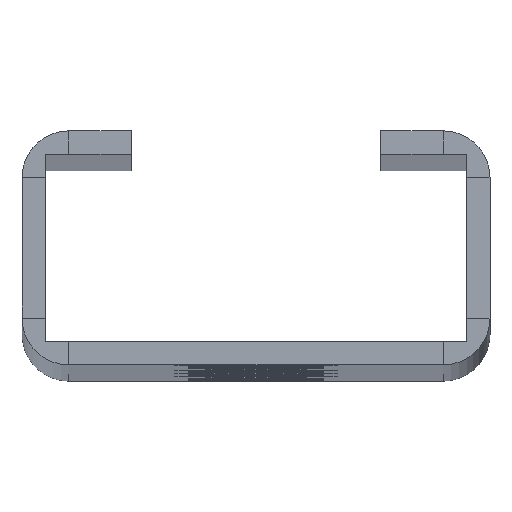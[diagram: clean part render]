
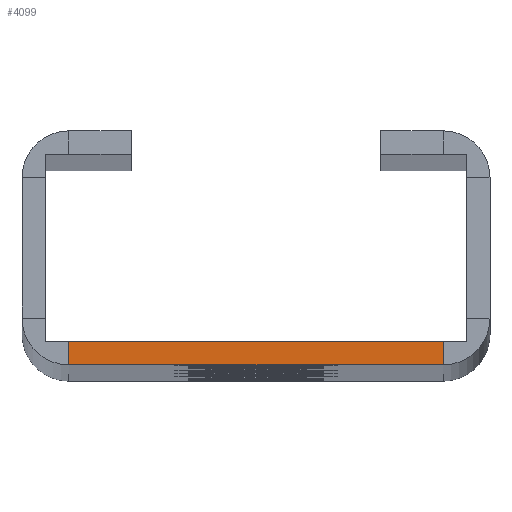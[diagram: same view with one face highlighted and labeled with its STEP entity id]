
A CAD part, top view. The second image highlights one B-rep face of the part: STEP entity #4099.
In plain terms, the highlighted planar face has unit normal (0, 0, 1).
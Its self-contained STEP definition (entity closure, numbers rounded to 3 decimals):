
#76 = FACE_OUTER_BOUND ( 'NONE', #1613, .T. ) ;
#91 = ORIENTED_EDGE ( 'NONE', *, *, #2746, .T. ) ;
#96 = CARTESIAN_POINT ( 'NONE',  ( -15., 0., 600. ) ) ;
#463 = DIRECTION ( 'NONE',  ( 1., 0., 0. ) ) ;
#478 = AXIS2_PLACEMENT_3D ( 'NONE', #1505, #4380, #705 ) ;
#563 = VECTOR ( 'NONE', #3207, 1000. ) ;
#594 = VERTEX_POINT ( 'NONE', #3120 ) ;
#705 = DIRECTION ( 'NONE',  ( 1., 0., 0. ) ) ;
#973 = CARTESIAN_POINT ( 'NONE',  ( 12., 0., 600. ) ) ;
#1070 = PLANE ( 'NONE',  #478 ) ;
#1165 = CARTESIAN_POINT ( 'NONE',  ( 12., 0., 600. ) ) ;
#1167 = VERTEX_POINT ( 'NONE', #1566 ) ;
#1298 = CARTESIAN_POINT ( 'NONE',  ( 12., 1.5, 600. ) ) ;
#1398 = EDGE_CURVE ( 'NONE', #594, #1167, #1776, .T. ) ;
#1505 = CARTESIAN_POINT ( 'NONE',  ( 13.5, 3., 600. ) ) ;
#1558 = VECTOR ( 'NONE', #2800, 1000. ) ;
#1566 = CARTESIAN_POINT ( 'NONE',  ( -12., 0., 600. ) ) ;
#1613 = EDGE_LOOP ( 'NONE', ( #2829, #91, #3605, #2265 ) ) ;
#1719 = VECTOR ( 'NONE', #463, 1000. ) ;
#1729 = CARTESIAN_POINT ( 'NONE',  ( -12., 1.5, 600. ) ) ;
#1758 = VERTEX_POINT ( 'NONE', #1298 ) ;
#1776 = LINE ( 'NONE', #1729, #1558 ) ;
#1902 = LINE ( 'NONE', #96, #1719 ) ;
#2116 = LINE ( 'NONE', #4207, #563 ) ;
#2265 = ORIENTED_EDGE ( 'NONE', *, *, #1398, .T. ) ;
#2267 = EDGE_CURVE ( 'NONE', #594, #1758, #2116, .T. ) ;
#2423 = DIRECTION ( 'NONE',  ( 0., 1., 0. ) ) ;
#2597 = EDGE_CURVE ( 'NONE', #1167, #4023, #1902, .T. ) ;
#2746 = EDGE_CURVE ( 'NONE', #4023, #1758, #4227, .T. ) ;
#2800 = DIRECTION ( 'NONE',  ( 0., -1., 0. ) ) ;
#2829 = ORIENTED_EDGE ( 'NONE', *, *, #2597, .T. ) ;
#3120 = CARTESIAN_POINT ( 'NONE',  ( -12., 1.5, 600. ) ) ;
#3207 = DIRECTION ( 'NONE',  ( 1., 0., 0. ) ) ;
#3605 = ORIENTED_EDGE ( 'NONE', *, *, #2267, .F. ) ;
#3906 = VECTOR ( 'NONE', #2423, 1000. ) ;
#4023 = VERTEX_POINT ( 'NONE', #1165 ) ;
#4099 = ADVANCED_FACE ( 'NONE', ( #76 ), #1070, .T. ) ;
#4207 = CARTESIAN_POINT ( 'NONE',  ( -15., 1.5, 600. ) ) ;
#4227 = LINE ( 'NONE', #973, #3906 ) ;
#4380 = DIRECTION ( 'NONE',  ( 0., 0., 1. ) ) ;
